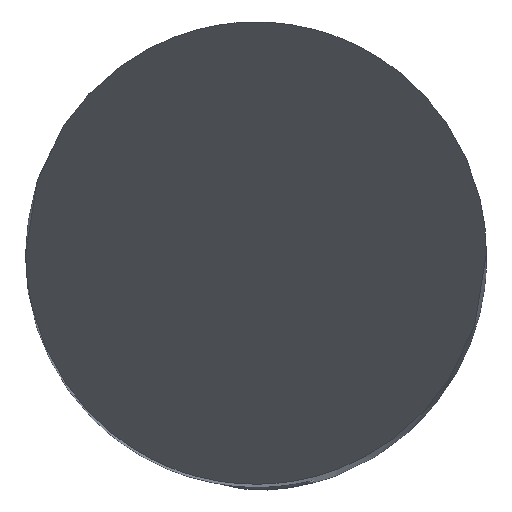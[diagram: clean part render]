
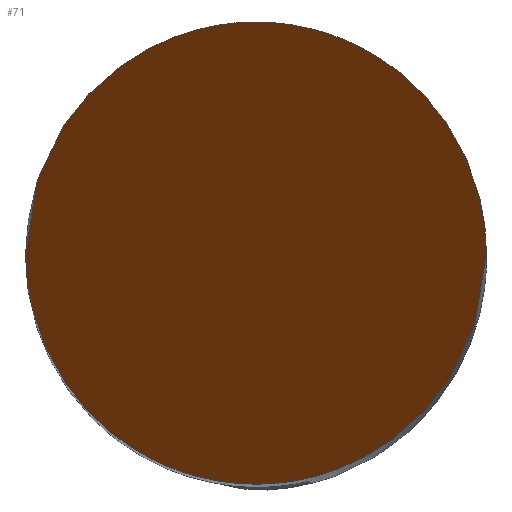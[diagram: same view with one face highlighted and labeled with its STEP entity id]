
A CAD part, top view. The second image highlights one B-rep face of the part: STEP entity #71.
In plain terms, the highlighted planar face has unit normal (0, -0.866, 0.5).
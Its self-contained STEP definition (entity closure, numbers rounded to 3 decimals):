
#57=PLANE('',#561);
#71=ADVANCED_FACE('',(#106),#57,.F.);
#106=FACE_OUTER_BOUND('',#134,.T.);
#134=EDGE_LOOP('',(#277,#278));
#277=ORIENTED_EDGE('',*,*,#429,.F.);
#278=ORIENTED_EDGE('',*,*,#439,.F.);
#381=VERTEX_POINT('',#715);
#382=VERTEX_POINT('',#716);
#429=EDGE_CURVE('',#381,#382,#509,.T.);
#439=EDGE_CURVE('',#382,#381,#512,.T.);
#509=(
BOUNDED_CURVE()
B_SPLINE_CURVE(3,(#711,#712,#713,#714),.UNSPECIFIED.,.F.,.F.)
B_SPLINE_CURVE_WITH_KNOTS((4,4),(0.,1.),.UNSPECIFIED.)
CURVE()
GEOMETRIC_REPRESENTATION_ITEM()
RATIONAL_B_SPLINE_CURVE((1.,0.333,0.333,1.))
REPRESENTATION_ITEM('')
);
#512=(
BOUNDED_CURVE()
B_SPLINE_CURVE(3,(#768,#769,#770,#771),.UNSPECIFIED.,.F.,.F.)
B_SPLINE_CURVE_WITH_KNOTS((4,4),(0.,1.),.UNSPECIFIED.)
CURVE()
GEOMETRIC_REPRESENTATION_ITEM()
RATIONAL_B_SPLINE_CURVE((1.,0.333,0.333,1.))
REPRESENTATION_ITEM('')
);
#561=AXIS2_PLACEMENT_3D('',#881,#621,#622);
#621=DIRECTION('',(0.,0.866,-0.5));
#622=DIRECTION('',(0.,-0.5,-0.866));
#711=CARTESIAN_POINT('',(-2.5,0.,0.));
#712=CARTESIAN_POINT('',(-2.5,5.,8.66));
#713=CARTESIAN_POINT('',(2.5,5.,8.66));
#714=CARTESIAN_POINT('',(2.5,0.,0.));
#715=CARTESIAN_POINT('',(-2.5,0.,0.));
#716=CARTESIAN_POINT('',(2.5,0.,0.));
#768=CARTESIAN_POINT('',(2.5,0.,0.));
#769=CARTESIAN_POINT('',(2.5,-5.,-8.66));
#770=CARTESIAN_POINT('',(-2.5,-5.,-8.66));
#771=CARTESIAN_POINT('',(-2.5,0.,0.));
#881=CARTESIAN_POINT('',(2.5,2.5,4.33));
